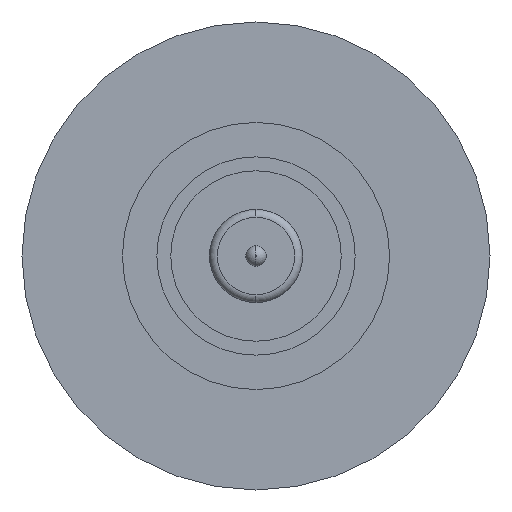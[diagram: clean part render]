
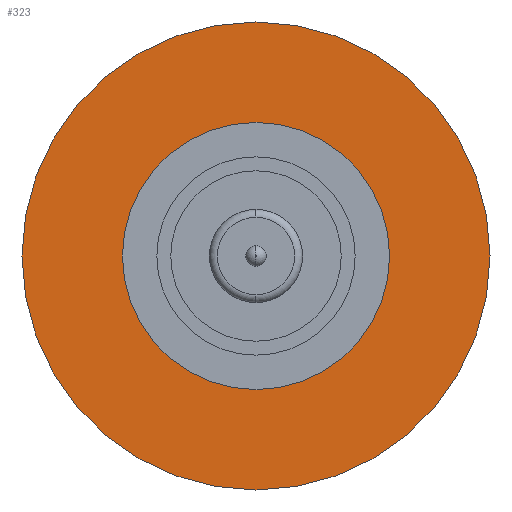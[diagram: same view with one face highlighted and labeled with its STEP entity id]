
A CAD part, left-side view. The second image highlights one B-rep face of the part: STEP entity #323.
In plain terms, the highlighted planar face has unit normal (-1, 0, 0).
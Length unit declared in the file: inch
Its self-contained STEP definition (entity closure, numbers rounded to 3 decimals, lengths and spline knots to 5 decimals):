
#12 = EDGE_CURVE ( 'NONE', #2465, #541, #1339, .T. ) ;
#33 = CIRCLE ( 'NONE', #176, 0.59 ) ;
#88 = CIRCLE ( 'NONE', #594, 0.33675 ) ;
#89 = CARTESIAN_POINT ( 'NONE',  ( 0., 0., -0.59 ) ) ;
#128 = PLANE ( 'NONE',  #1327 ) ;
#176 = AXIS2_PLACEMENT_3D ( 'NONE', #1175, #1687, #1376 ) ;
#234 = EDGE_CURVE ( 'NONE', #541, #2465, #88, .T. ) ;
#296 = CARTESIAN_POINT ( 'NONE',  ( 0., 0., -0.33675 ) ) ;
#323 = ADVANCED_FACE ( 'NONE', ( #1176, #1295 ), #128, .T. ) ;
#402 = EDGE_CURVE ( 'NONE', #1396, #2195, #2437, .T. ) ;
#499 = DIRECTION ( 'NONE',  ( 0., 0., -1. ) ) ;
#541 = VERTEX_POINT ( 'NONE', #296 ) ;
#582 = CARTESIAN_POINT ( 'NONE',  ( 0., 0., 0.59 ) ) ;
#594 = AXIS2_PLACEMENT_3D ( 'NONE', #1851, #2244, #1652 ) ;
#751 = ORIENTED_EDGE ( 'NONE', *, *, #2225, .F. ) ;
#763 = ORIENTED_EDGE ( 'NONE', *, *, #402, .F. ) ;
#873 = EDGE_LOOP ( 'NONE', ( #1539, #2273 ) ) ;
#1031 = CARTESIAN_POINT ( 'NONE',  ( 0., 0., 0. ) ) ;
#1050 = CARTESIAN_POINT ( 'NONE',  ( 0., 0., 0. ) ) ;
#1175 = CARTESIAN_POINT ( 'NONE',  ( 0., 0., 0. ) ) ;
#1176 = FACE_BOUND ( 'NONE', #873, .T. ) ;
#1295 = FACE_OUTER_BOUND ( 'NONE', #2076, .T. ) ;
#1327 = AXIS2_PLACEMENT_3D ( 'NONE', #1031, #1940, #1377 ) ;
#1339 = CIRCLE ( 'NONE', #2446, 0.33675 ) ;
#1376 = DIRECTION ( 'NONE',  ( 0., 0., -1. ) ) ;
#1377 = DIRECTION ( 'NONE',  ( 0., 0., 1. ) ) ;
#1396 = VERTEX_POINT ( 'NONE', #89 ) ;
#1530 = DIRECTION ( 'NONE',  ( 1., 0., 0. ) ) ;
#1539 = ORIENTED_EDGE ( 'NONE', *, *, #234, .F. ) ;
#1540 = CARTESIAN_POINT ( 'NONE',  ( 0., 0., 0. ) ) ;
#1652 = DIRECTION ( 'NONE',  ( 0., 0., 1. ) ) ;
#1687 = DIRECTION ( 'NONE',  ( 1., 0., 0. ) ) ;
#1782 = DIRECTION ( 'NONE',  ( -1., 0., 0. ) ) ;
#1851 = CARTESIAN_POINT ( 'NONE',  ( 0., 0., 0. ) ) ;
#1940 = DIRECTION ( 'NONE',  ( -1., 0., 0. ) ) ;
#2054 = AXIS2_PLACEMENT_3D ( 'NONE', #1540, #1530, #499 ) ;
#2076 = EDGE_LOOP ( 'NONE', ( #763, #751 ) ) ;
#2154 = CARTESIAN_POINT ( 'NONE',  ( 0., 0., 0.33675 ) ) ;
#2195 = VERTEX_POINT ( 'NONE', #582 ) ;
#2225 = EDGE_CURVE ( 'NONE', #2195, #1396, #33, .T. ) ;
#2244 = DIRECTION ( 'NONE',  ( -1., 0., 0. ) ) ;
#2256 = DIRECTION ( 'NONE',  ( 0., 0., 1. ) ) ;
#2273 = ORIENTED_EDGE ( 'NONE', *, *, #12, .F. ) ;
#2437 = CIRCLE ( 'NONE', #2054, 0.59 ) ;
#2446 = AXIS2_PLACEMENT_3D ( 'NONE', #1050, #1782, #2256 ) ;
#2465 = VERTEX_POINT ( 'NONE', #2154 ) ;
